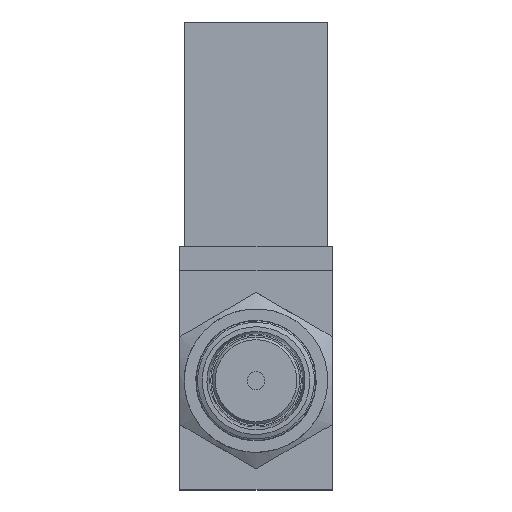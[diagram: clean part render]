
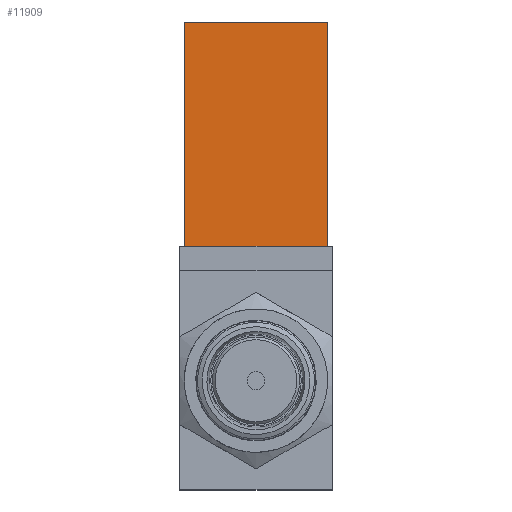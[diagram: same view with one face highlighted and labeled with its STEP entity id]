
A CAD part, left-side view. The second image highlights one B-rep face of the part: STEP entity #11909.
In plain terms, the highlighted planar face has unit normal (-1, 0, 0).
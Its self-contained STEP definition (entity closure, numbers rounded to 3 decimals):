
#11854=CARTESIAN_POINT('',(-3.75,-8.,10.6));
#11855=VERTEX_POINT('',#11854);
#11862=CARTESIAN_POINT('',(-3.75,8.,10.6));
#11863=VERTEX_POINT('',#11862);
#11864=CARTESIAN_POINT('',(-3.75,-8.,10.6));
#11865=DIRECTION('',(0.0,1.0,0.0));
#11866=VECTOR('',#11865,16.);
#11867=LINE('',#11864,#11866);
#11868=EDGE_CURVE('',#11855,#11863,#11867,.T.);
#11879=CARTESIAN_POINT('',(-3.75,0.,23.1));
#11880=DIRECTION('',(-1.0,0.0,0.0));
#11881=DIRECTION('',(0.0,0.0,1.0));
#11882=AXIS2_PLACEMENT_3D('',#11879,#11880,#11881);
#11883=PLANE('',#11882);
#11884=CARTESIAN_POINT('',(-3.75,-8.,35.6));
#11885=VERTEX_POINT('',#11884);
#11886=CARTESIAN_POINT('',(-3.75,-8.,35.6));
#11887=DIRECTION('',(0.0,0.0,-1.0));
#11888=VECTOR('',#11887,25.0);
#11889=LINE('',#11886,#11888);
#11890=EDGE_CURVE('',#11885,#11855,#11889,.T.);
#11891=ORIENTED_EDGE('',*,*,#11890,.F.);
#11892=CARTESIAN_POINT('',(-3.75,8.,35.6));
#11893=VERTEX_POINT('',#11892);
#11894=CARTESIAN_POINT('',(-3.75,8.,35.6));
#11895=DIRECTION('',(0.0,-1.0,0.0));
#11896=VECTOR('',#11895,16.0);
#11897=LINE('',#11894,#11896);
#11898=EDGE_CURVE('',#11893,#11885,#11897,.T.);
#11899=ORIENTED_EDGE('',*,*,#11898,.F.);
#11900=CARTESIAN_POINT('',(-3.75,8.,10.6));
#11901=DIRECTION('',(0.0,0.0,1.0));
#11902=VECTOR('',#11901,25.0);
#11903=LINE('',#11900,#11902);
#11904=EDGE_CURVE('',#11863,#11893,#11903,.T.);
#11905=ORIENTED_EDGE('',*,*,#11904,.F.);
#11906=ORIENTED_EDGE('',*,*,#11868,.F.);
#11907=EDGE_LOOP('',(#11891,#11899,#11905,#11906));
#11908=FACE_OUTER_BOUND('',#11907,.T.);
#11909=ADVANCED_FACE('',(#11908),#11883,.T.);
